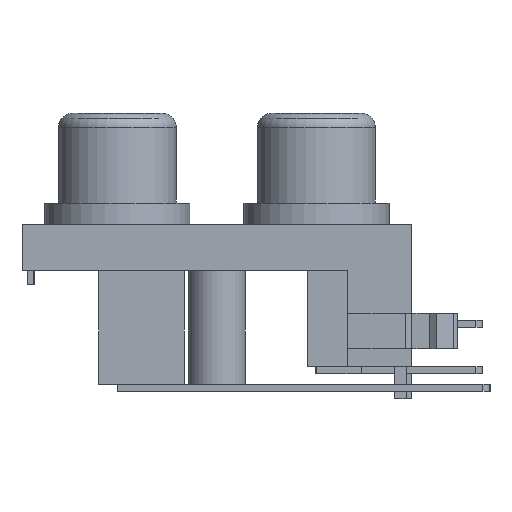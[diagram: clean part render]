
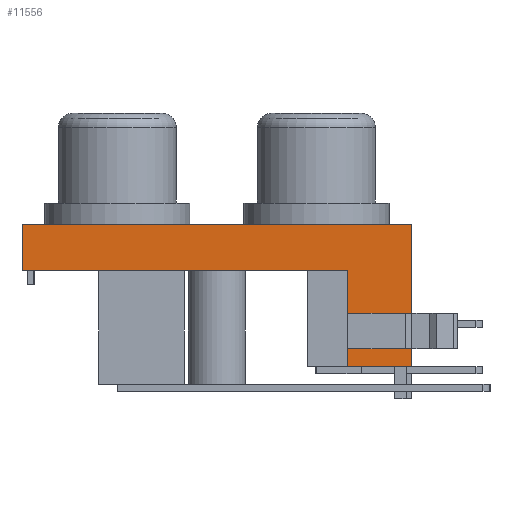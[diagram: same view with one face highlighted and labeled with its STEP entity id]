
A CAD part, front view. The second image highlights one B-rep face of the part: STEP entity #11556.
In plain terms, the highlighted planar face has unit normal (0, -1, 0).
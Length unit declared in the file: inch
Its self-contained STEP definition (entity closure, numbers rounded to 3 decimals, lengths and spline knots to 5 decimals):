
#194 = VECTOR ( 'NONE', #771, 39.37008 ) ;
#526 = CARTESIAN_POINT ( 'NONE',  ( -0.53937, -0.96457, 0.44291 ) ) ;
#718 = VERTEX_POINT ( 'NONE', #8028 ) ;
#771 = DIRECTION ( 'NONE',  ( 1., 0., 0. ) ) ;
#989 = EDGE_LOOP ( 'NONE', ( #6649, #9785, #8513, #5065, #12149, #2801, #11008, #11079, #4638, #13555 ) ) ;
#1156 = EDGE_CURVE ( 'NONE', #718, #9944, #15563, .T. ) ;
#1274 = CARTESIAN_POINT ( 'NONE',  ( 0.3622, -0.96457, 0.04921 ) ) ;
#1375 = CARTESIAN_POINT ( 'NONE',  ( 0.3622, -0.96457, 0.31496 ) ) ;
#1454 = VECTOR ( 'NONE', #14722, 39.37008 ) ;
#1749 = DIRECTION ( 'NONE',  ( 0., 0., -1. ) ) ;
#1845 = CARTESIAN_POINT ( 'NONE',  ( 0.3622, -0.96457, 0.31496 ) ) ;
#1923 = DIRECTION ( 'NONE',  ( 1., 0., 0. ) ) ;
#1975 = VERTEX_POINT ( 'NONE', #11820 ) ;
#2195 = LINE ( 'NONE', #11896, #14322 ) ;
#2694 = VERTEX_POINT ( 'NONE', #14498 ) ;
#2696 = LINE ( 'NONE', #5048, #1454 ) ;
#2801 = ORIENTED_EDGE ( 'NONE', *, *, #11203, .T. ) ;
#3047 = LINE ( 'NONE', #1845, #3772 ) ;
#3288 = VECTOR ( 'NONE', #5622, 39.37008 ) ;
#3772 = VECTOR ( 'NONE', #11543, 39.37008 ) ;
#3850 = VERTEX_POINT ( 'NONE', #13145 ) ;
#3906 = VERTEX_POINT ( 'NONE', #5121 ) ;
#4442 = LINE ( 'NONE', #12599, #3288 ) ;
#4499 = PLANE ( 'NONE',  #12162 ) ;
#4638 = ORIENTED_EDGE ( 'NONE', *, *, #10020, .T. ) ;
#4930 = VECTOR ( 'NONE', #1923, 39.37008 ) ;
#5048 = CARTESIAN_POINT ( 'NONE',  ( 0.66732, -0.96457, 0.09843 ) ) ;
#5065 = ORIENTED_EDGE ( 'NONE', *, *, #13221, .T. ) ;
#5121 = CARTESIAN_POINT ( 'NONE',  ( 0.48031, -0.96457, 0.09843 ) ) ;
#5622 = DIRECTION ( 'NONE',  ( -1., 0., 0. ) ) ;
#5776 = LINE ( 'NONE', #15475, #4930 ) ;
#5894 = DIRECTION ( 'NONE',  ( -1., 0., 0. ) ) ;
#5924 = CARTESIAN_POINT ( 'NONE',  ( 0.48031, -0.96457, 0.44291 ) ) ;
#6288 = VECTOR ( 'NONE', #11926, 39.37008 ) ;
#6649 = ORIENTED_EDGE ( 'NONE', *, *, #7228, .T. ) ;
#6798 = VERTEX_POINT ( 'NONE', #14644 ) ;
#7088 = LINE ( 'NONE', #13142, #6288 ) ;
#7228 = EDGE_CURVE ( 'NONE', #9944, #2694, #5776, .T. ) ;
#7649 = EDGE_CURVE ( 'NONE', #8250, #8879, #2195, .T. ) ;
#7906 = LINE ( 'NONE', #526, #194 ) ;
#7925 = LINE ( 'NONE', #13915, #13152 ) ;
#8028 = CARTESIAN_POINT ( 'NONE',  ( 0.3622, -0.96457, 0.09843 ) ) ;
#8250 = VERTEX_POINT ( 'NONE', #1375 ) ;
#8513 = ORIENTED_EDGE ( 'NONE', *, *, #10401, .F. ) ;
#8879 = VERTEX_POINT ( 'NONE', #14038 ) ;
#9289 = DIRECTION ( 'NONE',  ( 0., 1., 0. ) ) ;
#9648 = DIRECTION ( 'NONE',  ( 0., 0., -1. ) ) ;
#9785 = ORIENTED_EDGE ( 'NONE', *, *, #10178, .F. ) ;
#9944 = VERTEX_POINT ( 'NONE', #1274 ) ;
#10020 = EDGE_CURVE ( 'NONE', #3906, #718, #2696, .T. ) ;
#10178 = EDGE_CURVE ( 'NONE', #14552, #2694, #7925, .T. ) ;
#10179 = CARTESIAN_POINT ( 'NONE',  ( -0.53937, -0.96457, 0.44291 ) ) ;
#10401 = EDGE_CURVE ( 'NONE', #3850, #14552, #7906, .T. ) ;
#10560 = EDGE_CURVE ( 'NONE', #1975, #3906, #7088, .T. ) ;
#11008 = ORIENTED_EDGE ( 'NONE', *, *, #11938, .F. ) ;
#11079 = ORIENTED_EDGE ( 'NONE', *, *, #10560, .T. ) ;
#11203 = EDGE_CURVE ( 'NONE', #8250, #6798, #3047, .T. ) ;
#11543 = DIRECTION ( 'NONE',  ( 0., 0., -1. ) ) ;
#11556 = ADVANCED_FACE ( 'NONE', ( #14250 ), #4499, .F. ) ;
#11820 = CARTESIAN_POINT ( 'NONE',  ( 0.48031, -0.96457, 0.19685 ) ) ;
#11896 = CARTESIAN_POINT ( 'NONE',  ( -0.53937, -0.96457, 0.31496 ) ) ;
#11926 = DIRECTION ( 'NONE',  ( 0., 0., -1. ) ) ;
#11938 = EDGE_CURVE ( 'NONE', #1975, #6798, #4442, .T. ) ;
#12149 = ORIENTED_EDGE ( 'NONE', *, *, #7649, .F. ) ;
#12162 = AXIS2_PLACEMENT_3D ( 'NONE', #5924, #9289, #14175 ) ;
#12599 = CARTESIAN_POINT ( 'NONE',  ( 0.66732, -0.96457, 0.19685 ) ) ;
#12736 = VECTOR ( 'NONE', #1749, 39.37008 ) ;
#12790 = DIRECTION ( 'NONE',  ( 0., 0., -1. ) ) ;
#13130 = CARTESIAN_POINT ( 'NONE',  ( 0.53937, -0.96457, 0.44291 ) ) ;
#13142 = CARTESIAN_POINT ( 'NONE',  ( 0.48031, -0.96457, 0.44291 ) ) ;
#13145 = CARTESIAN_POINT ( 'NONE',  ( -0.53937, -0.96457, 0.44291 ) ) ;
#13152 = VECTOR ( 'NONE', #12790, 39.37008 ) ;
#13221 = EDGE_CURVE ( 'NONE', #3850, #8879, #14187, .T. ) ;
#13555 = ORIENTED_EDGE ( 'NONE', *, *, #1156, .T. ) ;
#13915 = CARTESIAN_POINT ( 'NONE',  ( 0.53937, -0.96457, 0.44291 ) ) ;
#14038 = CARTESIAN_POINT ( 'NONE',  ( -0.53937, -0.96457, 0.31496 ) ) ;
#14175 = DIRECTION ( 'NONE',  ( -1., 0., 0. ) ) ;
#14187 = LINE ( 'NONE', #10179, #12736 ) ;
#14250 = FACE_OUTER_BOUND ( 'NONE', #989, .T. ) ;
#14322 = VECTOR ( 'NONE', #5894, 39.37008 ) ;
#14498 = CARTESIAN_POINT ( 'NONE',  ( 0.53937, -0.96457, 0.04921 ) ) ;
#14552 = VERTEX_POINT ( 'NONE', #13130 ) ;
#14644 = CARTESIAN_POINT ( 'NONE',  ( 0.3622, -0.96457, 0.19685 ) ) ;
#14722 = DIRECTION ( 'NONE',  ( -1., 0., 0. ) ) ;
#15138 = VECTOR ( 'NONE', #9648, 39.37008 ) ;
#15475 = CARTESIAN_POINT ( 'NONE',  ( 0., -0.96457, 0.04921 ) ) ;
#15563 = LINE ( 'NONE', #15723, #15138 ) ;
#15723 = CARTESIAN_POINT ( 'NONE',  ( 0.3622, -0.96457, 0.44291 ) ) ;
